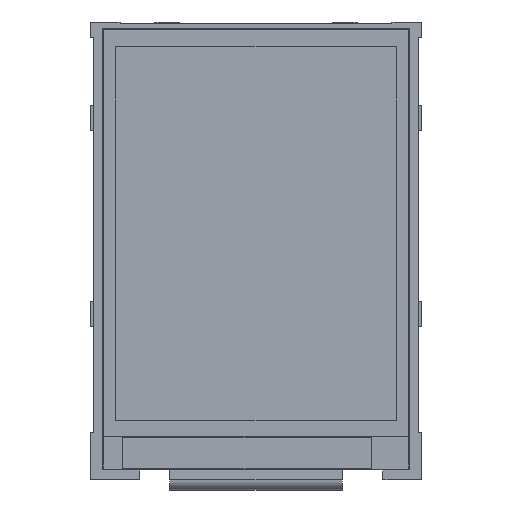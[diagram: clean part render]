
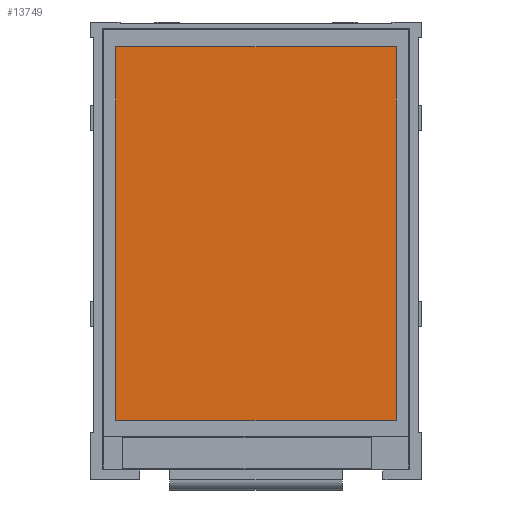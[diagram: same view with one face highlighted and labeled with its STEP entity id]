
A CAD part, top view. The second image highlights one B-rep face of the part: STEP entity #13749.
In plain terms, the highlighted planar face has unit normal (0, 0, 1).
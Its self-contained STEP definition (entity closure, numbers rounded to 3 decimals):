
#503=LINE('',#18553,#1266);
#505=LINE('',#18557,#1268);
#507=LINE('',#18561,#1270);
#509=LINE('',#18565,#1272);
#1266=VECTOR('',#15295,1000.);
#1268=VECTOR('',#15299,1000.);
#1270=VECTOR('',#15303,1000.);
#1272=VECTOR('',#15307,1000.);
#2447=ORIENTED_EDGE('',*,*,#5164,.F.);
#2448=ORIENTED_EDGE('',*,*,#5170,.F.);
#2449=ORIENTED_EDGE('',*,*,#5168,.F.);
#2450=ORIENTED_EDGE('',*,*,#5166,.F.);
#5164=EDGE_CURVE('',#6546,#6547,#503,.T.);
#5166=EDGE_CURVE('',#6547,#6548,#505,.T.);
#5168=EDGE_CURVE('',#6548,#6549,#507,.T.);
#5170=EDGE_CURVE('',#6549,#6546,#509,.T.);
#6546=VERTEX_POINT('',#18552);
#6547=VERTEX_POINT('',#18554);
#6548=VERTEX_POINT('',#18558);
#6549=VERTEX_POINT('',#18562);
#7879=EDGE_LOOP('',(#2447,#2448,#2449,#2450));
#8544=FACE_BOUND('',#7879,.T.);
#9165=PLANE('',#14379);
#13749=ADVANCED_FACE('',(#8544),#9165,.F.);
#14379=AXIS2_PLACEMENT_3D('',#18566,#15308,#15309);
#15295=DIRECTION('',(0.,1.,0.));
#15299=DIRECTION('',(1.,0.,0.));
#15303=DIRECTION('',(0.,-1.,0.));
#15307=DIRECTION('',(-1.,0.,0.));
#15308=DIRECTION('',(0.,0.,-1.));
#15309=DIRECTION('',(-1.,0.,0.));
#18552=CARTESIAN_POINT('',(-16.92,-20.495,1.78));
#18553=CARTESIAN_POINT('',(-16.92,-20.495,1.78));
#18554=CARTESIAN_POINT('',(-16.92,24.625,1.78));
#18557=CARTESIAN_POINT('',(-16.92,24.625,1.78));
#18558=CARTESIAN_POINT('',(16.92,24.625,1.78));
#18561=CARTESIAN_POINT('',(16.92,24.625,1.78));
#18562=CARTESIAN_POINT('',(16.92,-20.495,1.78));
#18565=CARTESIAN_POINT('',(16.92,-20.495,1.78));
#18566=CARTESIAN_POINT('',(0.,0.,1.78));
